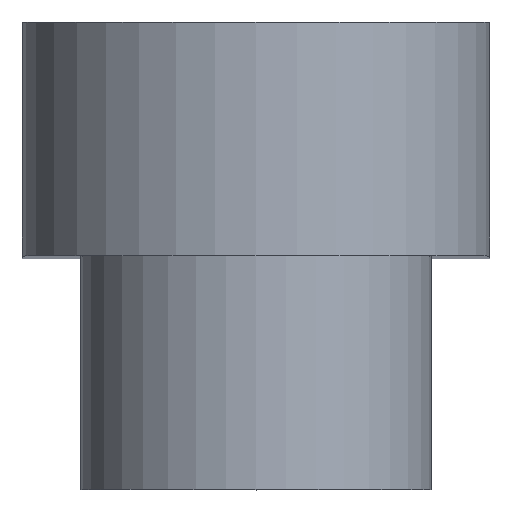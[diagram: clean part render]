
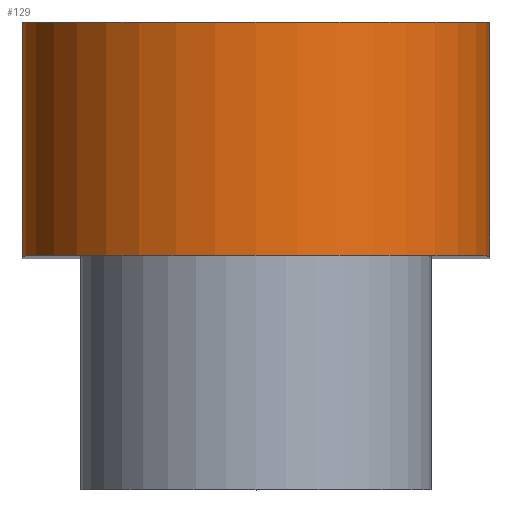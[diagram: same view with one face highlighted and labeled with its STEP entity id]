
A CAD part, top view. The second image highlights one B-rep face of the part: STEP entity #129.
In plain terms, the highlighted cylindrical face has radius 20.32 mm (diameter 40.64 mm), a partial arc.
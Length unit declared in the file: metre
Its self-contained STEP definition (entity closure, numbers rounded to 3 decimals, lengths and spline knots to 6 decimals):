
#21=LINE('',#206,#29);
#25=LINE('',#215,#33);
#29=VECTOR('',#170,1.);
#33=VECTOR('',#176,1.);
#38=CYLINDRICAL_SURFACE('',#156,0.02032);
#63=ORIENTED_EDGE('',*,*,#80,.T.);
#64=ORIENTED_EDGE('',*,*,#70,.T.);
#65=ORIENTED_EDGE('',*,*,#77,.T.);
#66=ORIENTED_EDGE('',*,*,#74,.T.);
#70=EDGE_CURVE('',#85,#83,#21,.F.);
#74=EDGE_CURVE('',#89,#87,#25,.T.);
#77=EDGE_CURVE('',#83,#89,#93,.T.);
#80=EDGE_CURVE('',#87,#85,#96,.F.);
#83=VERTEX_POINT('',#204);
#85=VERTEX_POINT('',#207);
#87=VERTEX_POINT('',#213);
#89=VERTEX_POINT('',#216);
#93=CIRCLE('',#150,0.02032);
#96=CIRCLE('',#154,0.02032);
#106=EDGE_LOOP('',(#63,#64,#65,#66));
#116=FACE_BOUND('',#106,.T.);
#129=ADVANCED_FACE('',(#116),#38,.T.);
#150=AXIS2_PLACEMENT_3D('',#221,#181,#182);
#154=AXIS2_PLACEMENT_3D('',#225,#189,#190);
#156=AXIS2_PLACEMENT_3D('',#227,#193,#194);
#170=DIRECTION('',(0.,-1.,0.));
#176=DIRECTION('',(0.,-1.,0.));
#181=DIRECTION('',(0.,-1.,0.));
#182=DIRECTION('',(0.,0.,-1.));
#189=DIRECTION('',(0.,-1.,0.));
#190=DIRECTION('',(0.,0.,-1.));
#193=DIRECTION('',(0.,-1.,0.));
#194=DIRECTION('',(0.,0.,1.));
#204=CARTESIAN_POINT('',(0.04412,0.12064,-0.067));
#206=CARTESIAN_POINT('',(0.04412,0.12064,-0.067));
#207=CARTESIAN_POINT('',(0.04412,0.10032,-0.067));
#213=CARTESIAN_POINT('',(0.00348,0.10032,-0.067));
#215=CARTESIAN_POINT('',(0.00348,0.10032,-0.067));
#216=CARTESIAN_POINT('',(0.00348,0.12064,-0.067));
#221=CARTESIAN_POINT('',(0.0238,0.12064,-0.067));
#225=CARTESIAN_POINT('',(0.0238,0.10032,-0.067));
#227=CARTESIAN_POINT('',(0.0238,0.12064,-0.067));
